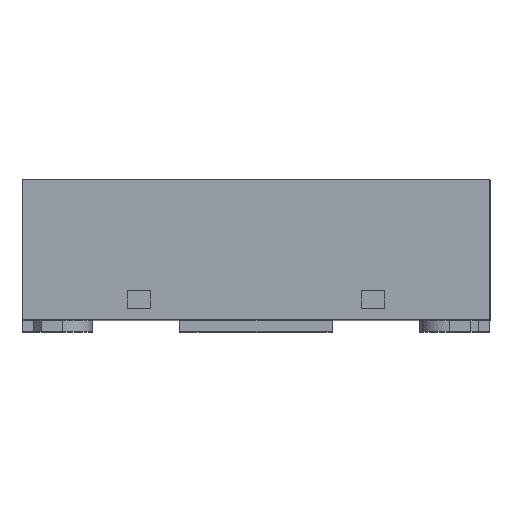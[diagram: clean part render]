
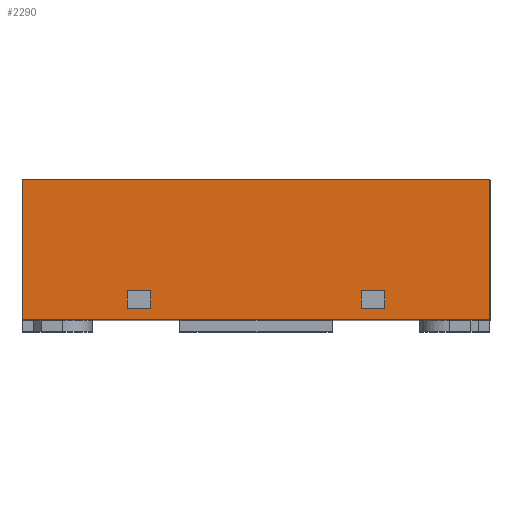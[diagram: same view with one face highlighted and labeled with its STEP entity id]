
A CAD part, top view. The second image highlights one B-rep face of the part: STEP entity #2290.
In plain terms, the highlighted planar face has unit normal (0, 0, 1).
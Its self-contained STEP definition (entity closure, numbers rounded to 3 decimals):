
#19 = LINE ( 'NONE', #3159, #3507 ) ;
#46 = LINE ( 'NONE', #992, #506 ) ;
#57 = VECTOR ( 'NONE', #3265, 1000. ) ;
#165 = DIRECTION ( 'NONE',  ( 0., 0., -1. ) ) ;
#180 = VERTEX_POINT ( 'NONE', #1076 ) ;
#235 = CARTESIAN_POINT ( 'NONE',  ( -0.55, 0.175, 1. ) ) ;
#261 = DIRECTION ( 'NONE',  ( 0., 1., 0. ) ) ;
#320 = CARTESIAN_POINT ( 'NONE',  ( -1., 0.05, 1. ) ) ;
#366 = LINE ( 'NONE', #4775, #486 ) ;
#486 = VECTOR ( 'NONE', #2197, 1000. ) ;
#506 = VECTOR ( 'NONE', #1918, 1000. ) ;
#532 = CARTESIAN_POINT ( 'NONE',  ( 1., 4.128, 1. ) ) ;
#538 = EDGE_LOOP ( 'NONE', ( #1050, #3751, #3108, #2700 ) ) ;
#548 = EDGE_CURVE ( 'NONE', #1176, #1438, #3465, .T. ) ;
#786 = LINE ( 'NONE', #532, #3196 ) ;
#790 = VECTOR ( 'NONE', #3737, 1000. ) ;
#903 = EDGE_CURVE ( 'NONE', #4429, #1279, #4360, .T. ) ;
#976 = EDGE_CURVE ( 'NONE', #180, #1493, #4639, .T. ) ;
#992 = CARTESIAN_POINT ( 'NONE',  ( 0.45, 0.175, 1. ) ) ;
#994 = CARTESIAN_POINT ( 'NONE',  ( -1., 4.128, 1. ) ) ;
#1050 = ORIENTED_EDGE ( 'NONE', *, *, #4321, .F. ) ;
#1076 = CARTESIAN_POINT ( 'NONE',  ( 0.55, 0.1, 1. ) ) ;
#1176 = VERTEX_POINT ( 'NONE', #3475 ) ;
#1279 = VERTEX_POINT ( 'NONE', #235 ) ;
#1287 = ORIENTED_EDGE ( 'NONE', *, *, #2729, .F. ) ;
#1327 = ORIENTED_EDGE ( 'NONE', *, *, #4993, .F. ) ;
#1438 = VERTEX_POINT ( 'NONE', #320 ) ;
#1493 = VERTEX_POINT ( 'NONE', #2860 ) ;
#1516 = VERTEX_POINT ( 'NONE', #2923 ) ;
#1586 = FACE_BOUND ( 'NONE', #538, .T. ) ;
#1772 = DIRECTION ( 'NONE',  ( 0., -1., 0. ) ) ;
#1845 = PLANE ( 'NONE',  #2102 ) ;
#1846 = VERTEX_POINT ( 'NONE', #3161 ) ;
#1848 = CARTESIAN_POINT ( 'NONE',  ( -0.45, 0.175, 1. ) ) ;
#1862 = CARTESIAN_POINT ( 'NONE',  ( 0.45, 0.1, 1. ) ) ;
#1918 = DIRECTION ( 'NONE',  ( -1., 0., 0. ) ) ;
#1953 = EDGE_CURVE ( 'NONE', #5455, #4301, #4226, .T. ) ;
#1978 = FACE_BOUND ( 'NONE', #4111, .T. ) ;
#2083 = EDGE_CURVE ( 'NONE', #1516, #2742, #786, .T. ) ;
#2102 = AXIS2_PLACEMENT_3D ( 'NONE', #3622, #165, #2287 ) ;
#2197 = DIRECTION ( 'NONE',  ( 0., -1., 0. ) ) ;
#2259 = EDGE_CURVE ( 'NONE', #1493, #5455, #46, .T. ) ;
#2287 = DIRECTION ( 'NONE',  ( -1., 0., 0. ) ) ;
#2290 = ADVANCED_FACE ( 'NONE', ( #1978, #1586, #3000 ), #1845, .F. ) ;
#2293 = VERTEX_POINT ( 'NONE', #4067 ) ;
#2448 = CARTESIAN_POINT ( 'NONE',  ( 0.55, 0.1, 1. ) ) ;
#2452 = DIRECTION ( 'NONE',  ( 1., 0., 0. ) ) ;
#2477 = EDGE_CURVE ( 'NONE', #1846, #4429, #4408, .T. ) ;
#2583 = CARTESIAN_POINT ( 'NONE',  ( -1., 0.05, 1. ) ) ;
#2587 = VECTOR ( 'NONE', #4633, 1000. ) ;
#2700 = ORIENTED_EDGE ( 'NONE', *, *, #976, .F. ) ;
#2708 = DIRECTION ( 'NONE',  ( 1., 0., 0. ) ) ;
#2729 = EDGE_CURVE ( 'NONE', #1176, #1516, #2986, .T. ) ;
#2742 = VERTEX_POINT ( 'NONE', #3683 ) ;
#2776 = VECTOR ( 'NONE', #2708, 1000. ) ;
#2855 = ORIENTED_EDGE ( 'NONE', *, *, #4755, .T. ) ;
#2860 = CARTESIAN_POINT ( 'NONE',  ( 0.55, 0.175, 1. ) ) ;
#2923 = CARTESIAN_POINT ( 'NONE',  ( 1., 0.65, 1. ) ) ;
#2986 = LINE ( 'NONE', #4559, #3798 ) ;
#3000 = FACE_OUTER_BOUND ( 'NONE', #3033, .T. ) ;
#3033 = EDGE_LOOP ( 'NONE', ( #1287, #4152, #2855, #3502 ) ) ;
#3108 = ORIENTED_EDGE ( 'NONE', *, *, #2259, .F. ) ;
#3159 = CARTESIAN_POINT ( 'NONE',  ( -0.45, 0.1, 1. ) ) ;
#3161 = CARTESIAN_POINT ( 'NONE',  ( -0.45, 0.1, 1. ) ) ;
#3196 = VECTOR ( 'NONE', #1772, 1000. ) ;
#3265 = DIRECTION ( 'NONE',  ( -1., 0., 0. ) ) ;
#3282 = VECTOR ( 'NONE', #261, 1000. ) ;
#3284 = ORIENTED_EDGE ( 'NONE', *, *, #2477, .F. ) ;
#3304 = ORIENTED_EDGE ( 'NONE', *, *, #903, .F. ) ;
#3323 = CARTESIAN_POINT ( 'NONE',  ( -0.45, 0.1, 1. ) ) ;
#3465 = LINE ( 'NONE', #994, #3799 ) ;
#3475 = CARTESIAN_POINT ( 'NONE',  ( -1., 0.65, 1. ) ) ;
#3502 = ORIENTED_EDGE ( 'NONE', *, *, #2083, .F. ) ;
#3507 = VECTOR ( 'NONE', #3541, 1000. ) ;
#3541 = DIRECTION ( 'NONE',  ( 1., 0., 0. ) ) ;
#3622 = CARTESIAN_POINT ( 'NONE',  ( -1., 4.128, 1. ) ) ;
#3648 = VECTOR ( 'NONE', #3809, 1000. ) ;
#3683 = CARTESIAN_POINT ( 'NONE',  ( 1., 0.05, 1. ) ) ;
#3737 = DIRECTION ( 'NONE',  ( 0., -1., 0. ) ) ;
#3751 = ORIENTED_EDGE ( 'NONE', *, *, #1953, .F. ) ;
#3798 = VECTOR ( 'NONE', #2452, 1000. ) ;
#3799 = VECTOR ( 'NONE', #3971, 1000. ) ;
#3809 = DIRECTION ( 'NONE',  ( 1., 0., 0. ) ) ;
#3971 = DIRECTION ( 'NONE',  ( 0., -1., 0. ) ) ;
#4067 = CARTESIAN_POINT ( 'NONE',  ( -0.55, 0.1, 1. ) ) ;
#4111 = EDGE_LOOP ( 'NONE', ( #1327, #4889, #3304, #3284 ) ) ;
#4152 = ORIENTED_EDGE ( 'NONE', *, *, #548, .T. ) ;
#4219 = CARTESIAN_POINT ( 'NONE',  ( 0.45, 0.1, 1. ) ) ;
#4226 = LINE ( 'NONE', #4219, #790 ) ;
#4301 = VERTEX_POINT ( 'NONE', #4870 ) ;
#4321 = EDGE_CURVE ( 'NONE', #4301, #180, #5165, .T. ) ;
#4360 = LINE ( 'NONE', #5052, #57 ) ;
#4408 = LINE ( 'NONE', #3323, #2587 ) ;
#4429 = VERTEX_POINT ( 'NONE', #1848 ) ;
#4559 = CARTESIAN_POINT ( 'NONE',  ( -1., 0.65, 1. ) ) ;
#4633 = DIRECTION ( 'NONE',  ( 0., 1., 0. ) ) ;
#4639 = LINE ( 'NONE', #2448, #3282 ) ;
#4755 = EDGE_CURVE ( 'NONE', #1438, #2742, #5340, .T. ) ;
#4775 = CARTESIAN_POINT ( 'NONE',  ( -0.55, 0.1, 1. ) ) ;
#4870 = CARTESIAN_POINT ( 'NONE',  ( 0.45, 0.1, 1. ) ) ;
#4889 = ORIENTED_EDGE ( 'NONE', *, *, #4906, .F. ) ;
#4906 = EDGE_CURVE ( 'NONE', #1279, #2293, #366, .T. ) ;
#4993 = EDGE_CURVE ( 'NONE', #2293, #1846, #19, .T. ) ;
#5052 = CARTESIAN_POINT ( 'NONE',  ( -0.45, 0.175, 1. ) ) ;
#5165 = LINE ( 'NONE', #1862, #2776 ) ;
#5340 = LINE ( 'NONE', #2583, #3648 ) ;
#5455 = VERTEX_POINT ( 'NONE', #5485 ) ;
#5485 = CARTESIAN_POINT ( 'NONE',  ( 0.45, 0.175, 1. ) ) ;
